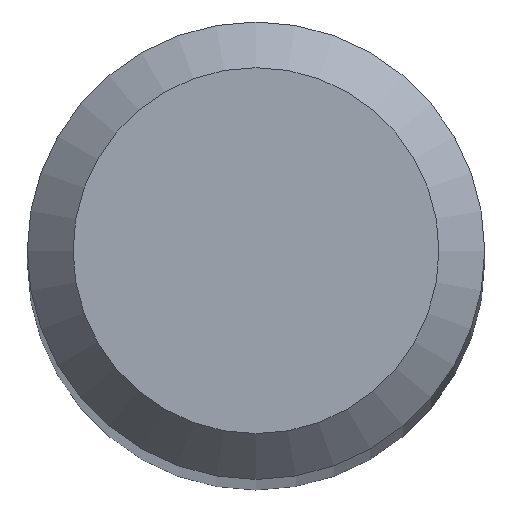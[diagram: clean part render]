
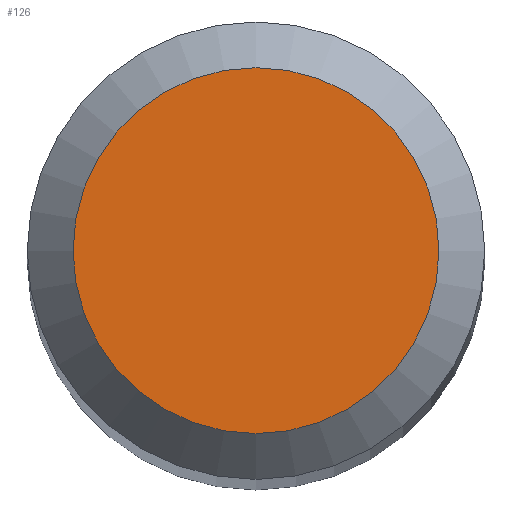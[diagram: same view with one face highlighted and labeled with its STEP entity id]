
A CAD part, top view. The second image highlights one B-rep face of the part: STEP entity #126.
In plain terms, the highlighted planar face has unit normal (0, 0, 1).
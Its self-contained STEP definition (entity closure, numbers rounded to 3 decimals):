
#9 = FACE_OUTER_BOUND ( 'NONE', #74, .T. ) ;
#30 = DIRECTION ( 'NONE',  ( 0., 0., -1. ) ) ;
#68 = CARTESIAN_POINT ( 'NONE',  ( 0., 1.2, 46. ) ) ;
#69 = ORIENTED_EDGE ( 'NONE', *, *, #146, .F. ) ;
#74 = EDGE_LOOP ( 'NONE', ( #69 ) ) ;
#84 = DIRECTION ( 'NONE',  ( 0., 0., -1. ) ) ;
#105 = PLANE ( 'NONE',  #172 ) ;
#108 = CARTESIAN_POINT ( 'NONE',  ( 0., 0., 46. ) ) ;
#114 = VERTEX_POINT ( 'NONE', #68 ) ;
#126 = ADVANCED_FACE ( 'NONE', ( #9 ), #105, .F. ) ;
#129 = CIRCLE ( 'NONE', #256, 1.2 ) ;
#145 = DIRECTION ( 'NONE',  ( 0., 1., 0. ) ) ;
#146 = EDGE_CURVE ( 'NONE', #114, #114, #129, .T. ) ;
#172 = AXIS2_PLACEMENT_3D ( 'NONE', #108, #30, #289 ) ;
#256 = AXIS2_PLACEMENT_3D ( 'NONE', #290, #84, #145 ) ;
#289 = DIRECTION ( 'NONE',  ( 0., 1., 0. ) ) ;
#290 = CARTESIAN_POINT ( 'NONE',  ( 0., 0., 46. ) ) ;
